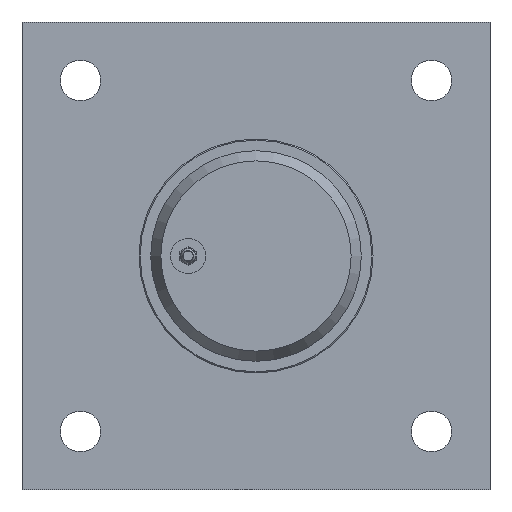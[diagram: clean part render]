
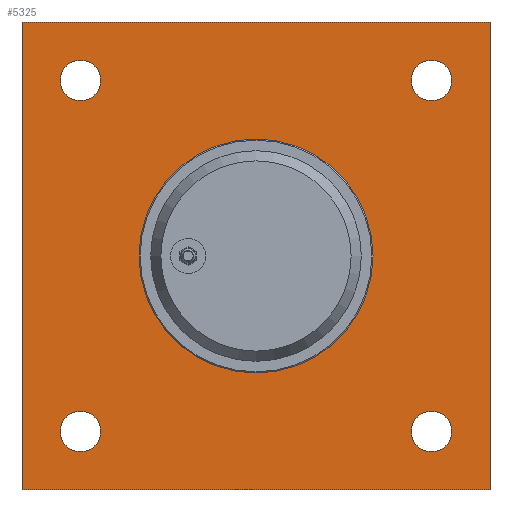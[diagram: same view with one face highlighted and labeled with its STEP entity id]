
A CAD part, left-side view. The second image highlights one B-rep face of the part: STEP entity #5325.
In plain terms, the highlighted planar face has unit normal (-1, 0, 0).
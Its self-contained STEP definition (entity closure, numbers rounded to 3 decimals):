
#120=FACE_BOUND('',#1383,.T.);
#121=FACE_BOUND('',#1384,.T.);
#122=FACE_BOUND('',#1385,.T.);
#123=FACE_BOUND('',#1386,.T.);
#124=FACE_BOUND('',#1387,.T.);
#182=PLANE('',#5688);
#318=LINE('',#8183,#672);
#321=LINE('',#8188,#675);
#323=LINE('',#8192,#677);
#324=LINE('',#8194,#678);
#672=VECTOR('',#6435,10.);
#675=VECTOR('',#6440,10.);
#677=VECTOR('',#6444,10.);
#678=VECTOR('',#6447,10.);
#1087=FACE_OUTER_BOUND('',#1382,.T.);
#1382=EDGE_LOOP('',(#3547,#3548,#3549,#3550));
#1383=EDGE_LOOP('',(#3551));
#1384=EDGE_LOOP('',(#3552));
#1385=EDGE_LOOP('',(#3553));
#1386=EDGE_LOOP('',(#3554));
#1387=EDGE_LOOP('',(#3555));
#1720=CIRCLE('',#5665,50.);
#1730=CIRCLE('',#5677,8.647);
#1731=CIRCLE('',#5679,8.647);
#1732=CIRCLE('',#5681,8.647);
#1733=CIRCLE('',#5683,8.647);
#2101=VERTEX_POINT('',#8133);
#2115=VERTEX_POINT('',#8164);
#2116=VERTEX_POINT('',#8168);
#2117=VERTEX_POINT('',#8172);
#2118=VERTEX_POINT('',#8176);
#2119=VERTEX_POINT('',#8180);
#2120=VERTEX_POINT('',#8182);
#2121=VERTEX_POINT('',#8186);
#2122=VERTEX_POINT('',#8190);
#2647=EDGE_CURVE('',#2101,#2101,#1720,.T.);
#2662=EDGE_CURVE('',#2115,#2115,#1730,.T.);
#2664=EDGE_CURVE('',#2116,#2116,#1731,.T.);
#2666=EDGE_CURVE('',#2117,#2117,#1732,.T.);
#2668=EDGE_CURVE('',#2118,#2118,#1733,.T.);
#2670=EDGE_CURVE('',#2119,#2120,#318,.T.);
#2673=EDGE_CURVE('',#2121,#2119,#321,.T.);
#2675=EDGE_CURVE('',#2122,#2121,#323,.T.);
#2676=EDGE_CURVE('',#2120,#2122,#324,.T.);
#3547=ORIENTED_EDGE('',*,*,#2676,.F.);
#3548=ORIENTED_EDGE('',*,*,#2670,.F.);
#3549=ORIENTED_EDGE('',*,*,#2673,.F.);
#3550=ORIENTED_EDGE('',*,*,#2675,.F.);
#3551=ORIENTED_EDGE('',*,*,#2647,.T.);
#3552=ORIENTED_EDGE('',*,*,#2662,.T.);
#3553=ORIENTED_EDGE('',*,*,#2664,.T.);
#3554=ORIENTED_EDGE('',*,*,#2666,.T.);
#3555=ORIENTED_EDGE('',*,*,#2668,.T.);
#5325=ADVANCED_FACE('',(#1087,#120,#121,#122,#123,#124),#182,.F.);
#5665=AXIS2_PLACEMENT_3D('',#8135,#6386,#6387);
#5677=AXIS2_PLACEMENT_3D('',#8166,#6415,#6416);
#5679=AXIS2_PLACEMENT_3D('',#8170,#6420,#6421);
#5681=AXIS2_PLACEMENT_3D('',#8174,#6425,#6426);
#5683=AXIS2_PLACEMENT_3D('',#8178,#6430,#6431);
#5688=AXIS2_PLACEMENT_3D('',#8195,#6448,#6449);
#6386=DIRECTION('center_axis',(1.,0.,0.));
#6387=DIRECTION('ref_axis',(0.,0.,1.));
#6415=DIRECTION('center_axis',(1.,0.,0.));
#6416=DIRECTION('ref_axis',(0.,0.,
-1.));
#6420=DIRECTION('center_axis',(1.,0.,0.));
#6421=DIRECTION('ref_axis',(0.,0.,
-1.));
#6425=DIRECTION('center_axis',(1.,0.,0.));
#6426=DIRECTION('ref_axis',(0.,0.,
-1.));
#6430=DIRECTION('center_axis',(1.,0.,0.));
#6431=DIRECTION('ref_axis',(0.,0.,
-1.));
#6435=DIRECTION('',(0.,-1.,0.));
#6440=DIRECTION('',(0.,0.,1.));
#6444=DIRECTION('',(0.,1.,0.));
#6447=DIRECTION('',(0.,0.,-1.));
#6448=DIRECTION('center_axis',(1.,0.,0.));
#6449=DIRECTION('ref_axis',(0.,0.,
-1.));
#8133=CARTESIAN_POINT('',(-47.962,1.215,-50.));
#8135=CARTESIAN_POINT('Origin',(-47.962,1.215,0.));
#8164=CARTESIAN_POINT('',(-47.962,-73.785,83.647));
#8166=CARTESIAN_POINT('Origin',(-47.962,-73.785,75.));
#8168=CARTESIAN_POINT('',(-47.962,-73.785,-66.353));
#8170=CARTESIAN_POINT('Origin',(-47.962,-73.785,-75.));
#8172=CARTESIAN_POINT('',(-47.962,76.215,-66.353));
#8174=CARTESIAN_POINT('Origin',(-47.962,76.215,-75.));
#8176=CARTESIAN_POINT('',(-47.962,76.215,83.647));
#8178=CARTESIAN_POINT('Origin',(-47.962,76.215,75.));
#8180=CARTESIAN_POINT('',(-47.962,101.215,100.));
#8182=CARTESIAN_POINT('',(-47.962,-98.785,100.));
#8183=CARTESIAN_POINT('',(-47.962,101.215,100.));
#8186=CARTESIAN_POINT('',(-47.962,101.215,-100.));
#8188=CARTESIAN_POINT('',(-47.962,101.215,-100.));
#8190=CARTESIAN_POINT('',(-47.962,-98.785,-100.));
#8192=CARTESIAN_POINT('',(-47.962,-98.785,-100.));
#8194=CARTESIAN_POINT('',(-47.962,-98.785,100.));
#8195=CARTESIAN_POINT('Origin',(-47.962,1.215,0.));
